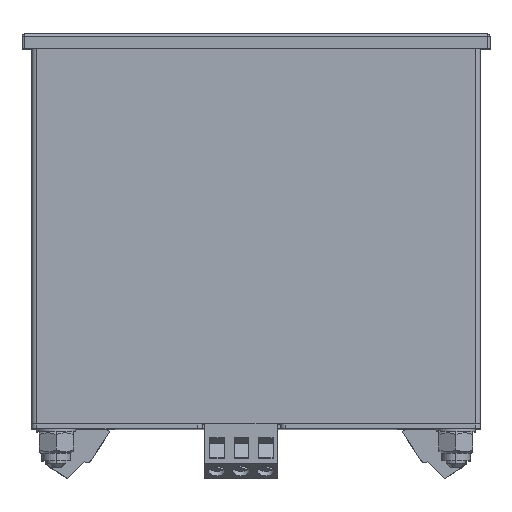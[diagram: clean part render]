
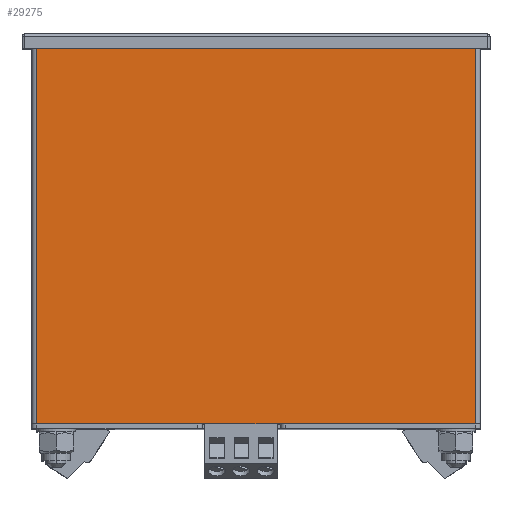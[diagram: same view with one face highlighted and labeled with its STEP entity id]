
A CAD part, top view. The second image highlights one B-rep face of the part: STEP entity #29275.
In plain terms, the highlighted planar face has unit normal (0, 0, 1).
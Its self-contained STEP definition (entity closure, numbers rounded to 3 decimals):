
#29158=CARTESIAN_POINT('',(45.,0.,46.));
#29159=VERTEX_POINT('',#29158);
#29160=CARTESIAN_POINT('',(-45.,0.,46.));
#29161=VERTEX_POINT('',#29160);
#29162=CARTESIAN_POINT('',(45.,0.,46.));
#29163=DIRECTION('',(-1.,0.,0.));
#29164=VECTOR('',#29163,90.);
#29165=LINE('',#29162,#29164);
#29166=EDGE_CURVE('',#29159,#29161,#29165,.T.);
#29245=CARTESIAN_POINT('',(46.,-77.,46.));
#29246=DIRECTION('',(0.,0.,-1.));
#29247=DIRECTION('',(-1.,0.,0.));
#29248=AXIS2_PLACEMENT_3D('',#29245,#29246,#29247);
#29249=PLANE('',#29248);
#29250=CARTESIAN_POINT('',(45.,-77.,46.));
#29251=VERTEX_POINT('',#29250);
#29252=CARTESIAN_POINT('',(-45.,-77.,46.));
#29253=VERTEX_POINT('',#29252);
#29254=CARTESIAN_POINT('',(45.,-77.,46.));
#29255=DIRECTION('',(-1.,0.,0.));
#29256=VECTOR('',#29255,90.);
#29257=LINE('',#29254,#29256);
#29258=EDGE_CURVE('',#29251,#29253,#29257,.T.);
#29259=ORIENTED_EDGE('',*,*,#29258,.F.);
#29260=CARTESIAN_POINT('',(45.,-77.,46.));
#29261=DIRECTION('',(0.,1.,0.));
#29262=VECTOR('',#29261,77.);
#29263=LINE('',#29260,#29262);
#29264=EDGE_CURVE('',#29251,#29159,#29263,.T.);
#29265=ORIENTED_EDGE('',*,*,#29264,.T.);
#29266=ORIENTED_EDGE('',*,*,#29166,.T.);
#29267=CARTESIAN_POINT('',(-45.,0.,46.));
#29268=DIRECTION('',(-0.,-1.,-0.));
#29269=VECTOR('',#29268,77.);
#29270=LINE('',#29267,#29269);
#29271=EDGE_CURVE('',#29161,#29253,#29270,.T.);
#29272=ORIENTED_EDGE('',*,*,#29271,.T.);
#29273=EDGE_LOOP('',(#29259,#29265,#29266,#29272));
#29274=FACE_BOUND('',#29273,.T.);
#29275=ADVANCED_FACE('',(#29274),#29249,.F.);
